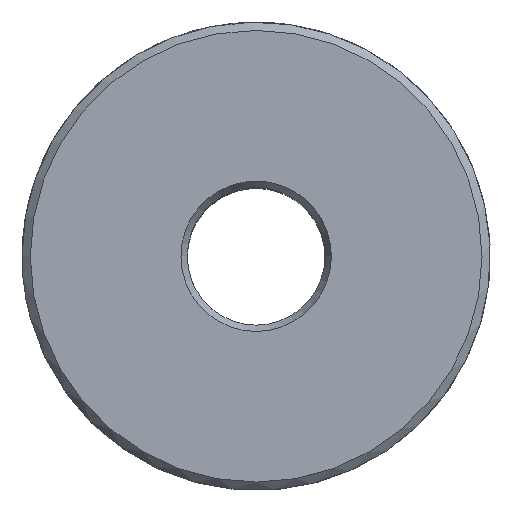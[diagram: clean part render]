
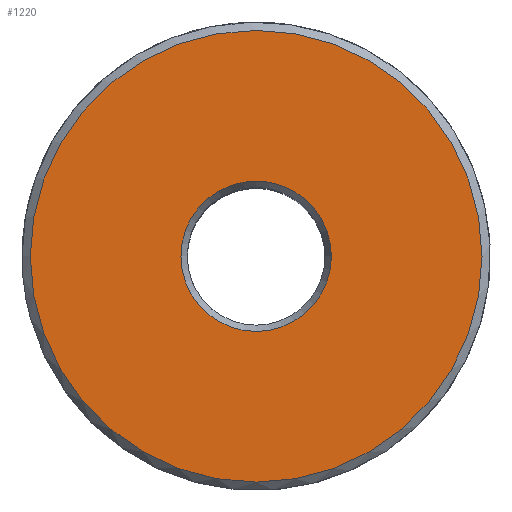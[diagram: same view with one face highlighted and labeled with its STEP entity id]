
A CAD part, top view. The second image highlights one B-rep face of the part: STEP entity #1220.
In plain terms, the highlighted planar face has unit normal (0, 0, 1).
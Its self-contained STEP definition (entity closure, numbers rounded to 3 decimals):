
#3 = CARTESIAN_POINT ( 'NONE',  ( 0., 0., 0. ) ) ;
#141 = FACE_BOUND ( 'NONE', #345, .T. ) ;
#200 = AXIS2_PLACEMENT_3D ( 'NONE', #411, #508, #1213 ) ;
#237 = EDGE_CURVE ( 'NONE', #1414, #1414, #1314, .T. ) ;
#253 = CARTESIAN_POINT ( 'NONE',  ( 2.731, 0., 0. ) ) ;
#345 = EDGE_LOOP ( 'NONE', ( #1425 ) ) ;
#391 = EDGE_CURVE ( 'NONE', #1431, #1431, #1464, .T. ) ;
#411 = CARTESIAN_POINT ( 'NONE',  ( 0., 0., 0. ) ) ;
#461 = DIRECTION ( 'NONE',  ( 1., 0., 0. ) ) ;
#508 = DIRECTION ( 'NONE',  ( 0., 0., -1. ) ) ;
#526 = CARTESIAN_POINT ( 'NONE',  ( 0., 2.5, 0. ) ) ;
#603 = CARTESIAN_POINT ( 'NONE',  ( -8.2, 0., 0. ) ) ;
#617 = EDGE_LOOP ( 'NONE', ( #1069 ) ) ;
#679 = FACE_OUTER_BOUND ( 'NONE', #617, .T. ) ;
#686 = DIRECTION ( 'NONE',  ( 0., 0., -1. ) ) ;
#1049 = AXIS2_PLACEMENT_3D ( 'NONE', #3, #1280, #461 ) ;
#1069 = ORIENTED_EDGE ( 'NONE', *, *, #391, .F. ) ;
#1213 = DIRECTION ( 'NONE',  ( -1., 0., 0. ) ) ;
#1220 = ADVANCED_FACE ( 'NONE', ( #141, #679 ), #1377, .F. ) ;
#1253 = DIRECTION ( 'NONE',  ( -1., 0., 0. ) ) ;
#1280 = DIRECTION ( 'NONE',  ( 0., 0., -1. ) ) ;
#1314 = CIRCLE ( 'NONE', #1049, 2.731 ) ;
#1377 = PLANE ( 'NONE',  #1417 ) ;
#1414 = VERTEX_POINT ( 'NONE', #253 ) ;
#1417 = AXIS2_PLACEMENT_3D ( 'NONE', #526, #686, #1253 ) ;
#1425 = ORIENTED_EDGE ( 'NONE', *, *, #237, .T. ) ;
#1431 = VERTEX_POINT ( 'NONE', #603 ) ;
#1464 = CIRCLE ( 'NONE', #200, 8.2 ) ;
